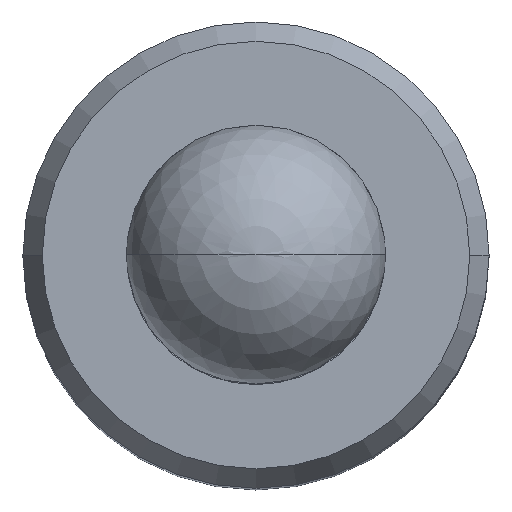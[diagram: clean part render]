
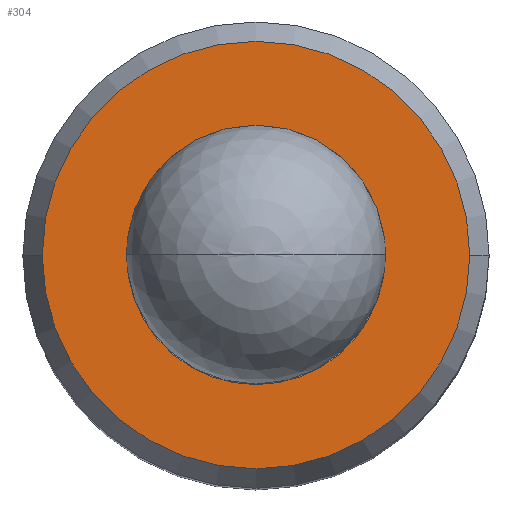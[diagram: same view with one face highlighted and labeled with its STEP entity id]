
A CAD part, top view. The second image highlights one B-rep face of the part: STEP entity #304.
In plain terms, the highlighted planar face has unit normal (0, 0, 1).
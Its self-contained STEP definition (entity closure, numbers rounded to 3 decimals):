
#136=VERTEX_POINT('',#351);
#144=EDGE_CURVE('',#276,#178,#363,.T.);
#164=EDGE_CURVE('',#234,#136,#385,.T.);
#178=VERTEX_POINT('',#400);
#224=EDGE_CURVE('',#136,#234,#452,.T.);
#234=VERTEX_POINT('',#462);
#276=VERTEX_POINT('',#509);
#300=EDGE_CURVE('',#178,#276,#536,.T.);
#304=ADVANCED_FACE('',(#540,#541),#542,.T.);
#351=CARTESIAN_POINT('',(-8.25,0.,0.));
#363=CIRCLE('',#598,5.0);
#385=CIRCLE('',#628,8.25);
#400=CARTESIAN_POINT('',(5.0,0.,0.));
#452=CIRCLE('',#712,8.25);
#462=CARTESIAN_POINT('',(8.25,0.,0.));
#509=CARTESIAN_POINT('',(-5.0,0.,0.));
#536=CIRCLE('',#819,5.0);
#540=FACE_OUTER_BOUND('',#825,.T.);
#541=FACE_BOUND('',#826,.T.);
#542=PLANE('',#827);
#598=AXIS2_PLACEMENT_3D('',#895,#896,#897);
#628=AXIS2_PLACEMENT_3D('',#919,#920,#921);
#712=AXIS2_PLACEMENT_3D('',#1001,#1002,#1003);
#819=AXIS2_PLACEMENT_3D('',#1102,#1103,#1104);
#825=EDGE_LOOP('',(#1107,#1108));
#826=EDGE_LOOP('',(#1109,#1110));
#827=AXIS2_PLACEMENT_3D('',#1111,#1112,#1113);
#895=CARTESIAN_POINT('',(0.,0.,0.));
#896=DIRECTION('',(0.0,0.0,1.0));
#897=DIRECTION('',(-1.0,0.,0.0));
#919=CARTESIAN_POINT('',(0.,0.,0.));
#920=DIRECTION('',(0.0,0.0,1.0));
#921=DIRECTION('',(-1.0,0.,0.0));
#1001=CARTESIAN_POINT('',(0.,0.,0.));
#1002=DIRECTION('',(0.0,0.0,1.0));
#1003=DIRECTION('',(-1.0,0.,0.0));
#1102=CARTESIAN_POINT('',(0.,0.,0.));
#1103=DIRECTION('',(0.0,0.0,1.0));
#1104=DIRECTION('',(-1.0,0.,0.0));
#1107=ORIENTED_EDGE('',*,*,#224,.T.);
#1108=ORIENTED_EDGE('',*,*,#164,.T.);
#1109=ORIENTED_EDGE('',*,*,#144,.F.);
#1110=ORIENTED_EDGE('',*,*,#300,.F.);
#1111=CARTESIAN_POINT('',(-6.625,0.,0.));
#1112=DIRECTION('',(0.0,0.0,1.0));
#1113=DIRECTION('',(-1.0,0.,0.0));
